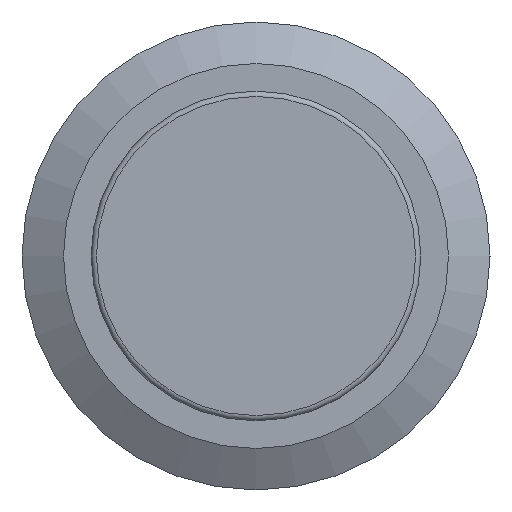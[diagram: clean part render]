
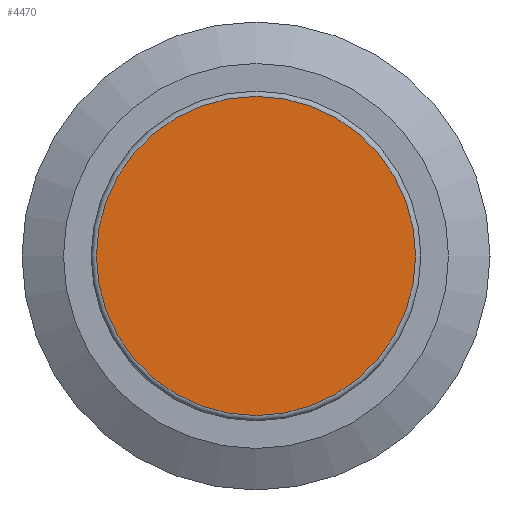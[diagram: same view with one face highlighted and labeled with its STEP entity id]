
A CAD part, left-side view. The second image highlights one B-rep face of the part: STEP entity #4470.
In plain terms, the highlighted planar face has unit normal (-1, 0, 0).
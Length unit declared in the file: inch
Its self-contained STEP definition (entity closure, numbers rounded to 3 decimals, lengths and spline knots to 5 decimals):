
#293=CIRCLE('',#4810,0.29528);
#526=FACE_OUTER_BOUND('',#792,.T.);
#792=EDGE_LOOP('',(#4070));
#2152=VERTEX_POINT('',#7598);
#2792=EDGE_CURVE('',#2152,#2152,#293,.T.);
#4070=ORIENTED_EDGE('',*,*,#2792,.F.);
#4238=PLANE('',#4809);
#4470=ADVANCED_FACE('',(#526),#4238,.F.);
#4809=AXIS2_PLACEMENT_3D('',#7597,#5913,#5914);
#4810=AXIS2_PLACEMENT_3D('',#7599,#5915,#5916);
#5913=DIRECTION('center_axis',(1.,0.,0.));
#5914=DIRECTION('ref_axis',(0.,0.,1.));
#5915=DIRECTION('center_axis',(1.,0.,0.));
#5916=DIRECTION('ref_axis',(0.,0.,1.));
#7597=CARTESIAN_POINT('Origin',(-0.07087,0.,0.));
#7598=CARTESIAN_POINT('',(-0.07087,0.,-0.29528));
#7599=CARTESIAN_POINT('Origin',(-0.07087,0.,0.));
